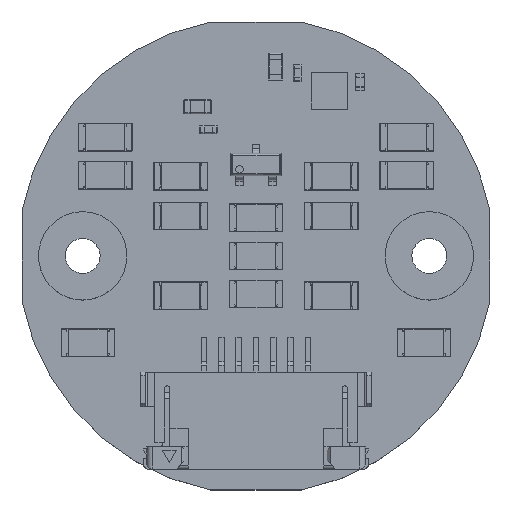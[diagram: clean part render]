
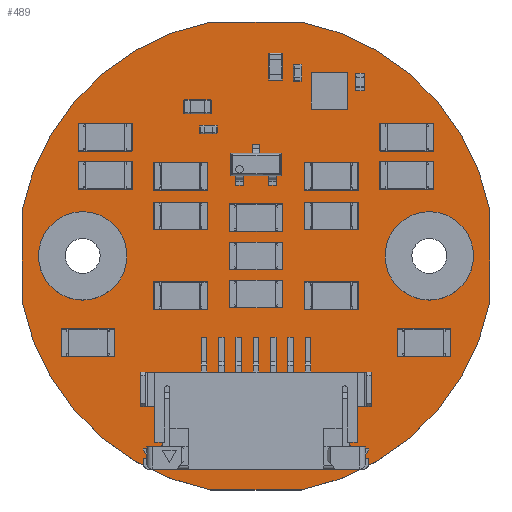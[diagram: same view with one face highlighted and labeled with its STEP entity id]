
A CAD part, top view. The second image highlights one B-rep face of the part: STEP entity #489.
In plain terms, the highlighted planar face has unit normal (0, 0, 1).
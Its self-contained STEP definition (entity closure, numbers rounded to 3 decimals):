
#152 = VERTEX_POINT('',#153);
#153 = CARTESIAN_POINT('',(-13.5,-2.61,1.696));
#159 = EDGE_CURVE('',#152,#160,#162,.T.);
#160 = VERTEX_POINT('',#161);
#161 = CARTESIAN_POINT('',(-2.61,-13.5,1.696));
#162 = CIRCLE('',#163,13.748);
#163 = AXIS2_PLACEMENT_3D('',#164,#165,#166);
#164 = CARTESIAN_POINT('',(-0.002,-0.002,
    1.696));
#165 = DIRECTION('',(0.,0.,1.));
#166 = DIRECTION('',(-0.982,-0.19,0.));
#192 = EDGE_CURVE('',#160,#193,#195,.T.);
#193 = VERTEX_POINT('',#194);
#194 = CARTESIAN_POINT('',(2.61,-13.5,1.696));
#195 = LINE('',#196,#197);
#196 = CARTESIAN_POINT('',(-2.61,-13.5,1.696));
#197 = VECTOR('',#198,1.);
#198 = DIRECTION('',(1.,0.,0.));
#223 = EDGE_CURVE('',#193,#224,#226,.T.);
#224 = VERTEX_POINT('',#225);
#225 = CARTESIAN_POINT('',(13.5,-2.61,1.696));
#226 = CIRCLE('',#227,13.748);
#227 = AXIS2_PLACEMENT_3D('',#228,#229,#230);
#228 = CARTESIAN_POINT('',(0.002,-0.002,
    1.696));
#229 = DIRECTION('',(0.,0.,1.));
#230 = DIRECTION('',(0.19,-0.982,0.));
#256 = EDGE_CURVE('',#224,#257,#259,.T.);
#257 = VERTEX_POINT('',#258);
#258 = CARTESIAN_POINT('',(13.5,2.61,1.696));
#259 = LINE('',#260,#261);
#260 = CARTESIAN_POINT('',(13.5,-2.61,1.696));
#261 = VECTOR('',#262,1.);
#262 = DIRECTION('',(0.,1.,0.));
#287 = EDGE_CURVE('',#257,#288,#290,.T.);
#288 = VERTEX_POINT('',#289);
#289 = CARTESIAN_POINT('',(2.61,13.5,1.696));
#290 = CIRCLE('',#291,13.748);
#291 = AXIS2_PLACEMENT_3D('',#292,#293,#294);
#292 = CARTESIAN_POINT('',(0.002,0.002,
    1.696));
#293 = DIRECTION('',(0.,0.,1.));
#294 = DIRECTION('',(0.982,0.19,-0.));
#320 = EDGE_CURVE('',#288,#321,#323,.T.);
#321 = VERTEX_POINT('',#322);
#322 = CARTESIAN_POINT('',(-2.61,13.5,1.696));
#323 = LINE('',#324,#325);
#324 = CARTESIAN_POINT('',(2.61,13.5,1.696));
#325 = VECTOR('',#326,1.);
#326 = DIRECTION('',(-1.,0.,0.));
#351 = EDGE_CURVE('',#321,#352,#354,.T.);
#352 = VERTEX_POINT('',#353);
#353 = CARTESIAN_POINT('',(-13.5,2.61,1.696));
#354 = CIRCLE('',#355,13.748);
#355 = AXIS2_PLACEMENT_3D('',#356,#357,#358);
#356 = CARTESIAN_POINT('',(-0.002,0.002,
    1.696));
#357 = DIRECTION('',(0.,0.,1.));
#358 = DIRECTION('',(-0.19,0.982,0.));
#384 = EDGE_CURVE('',#352,#152,#385,.T.);
#385 = LINE('',#386,#387);
#386 = CARTESIAN_POINT('',(-13.5,2.61,1.696));
#387 = VECTOR('',#388,1.);
#388 = DIRECTION('',(0.,-1.,0.));
#408 = VERTEX_POINT('',#409);
#409 = CARTESIAN_POINT('',(-8.15,0.,1.696));
#415 = EDGE_CURVE('',#408,#408,#416,.T.);
#416 = CIRCLE('',#417,1.85);
#417 = AXIS2_PLACEMENT_3D('',#418,#419,#420);
#418 = CARTESIAN_POINT('',(-10.,0.,1.696));
#419 = DIRECTION('',(0.,0.,1.));
#420 = DIRECTION('',(1.,0.,-0.));
#441 = VERTEX_POINT('',#442);
#442 = CARTESIAN_POINT('',(11.85,0.,1.696));
#448 = EDGE_CURVE('',#441,#441,#449,.T.);
#449 = CIRCLE('',#450,1.85);
#450 = AXIS2_PLACEMENT_3D('',#451,#452,#453);
#451 = CARTESIAN_POINT('',(10.,0.,1.696));
#452 = DIRECTION('',(0.,0.,1.));
#453 = DIRECTION('',(1.,0.,-0.));
#489 = ADVANCED_FACE('',(#490,#500,#503),#506,.T.);
#490 = FACE_BOUND('',#491,.T.);
#491 = EDGE_LOOP('',(#492,#493,#494,#495,#496,#497,#498,#499));
#492 = ORIENTED_EDGE('',*,*,#159,.T.);
#493 = ORIENTED_EDGE('',*,*,#192,.T.);
#494 = ORIENTED_EDGE('',*,*,#223,.T.);
#495 = ORIENTED_EDGE('',*,*,#256,.T.);
#496 = ORIENTED_EDGE('',*,*,#287,.T.);
#497 = ORIENTED_EDGE('',*,*,#320,.T.);
#498 = ORIENTED_EDGE('',*,*,#351,.T.);
#499 = ORIENTED_EDGE('',*,*,#384,.T.);
#500 = FACE_BOUND('',#501,.T.);
#501 = EDGE_LOOP('',(#502));
#502 = ORIENTED_EDGE('',*,*,#415,.F.);
#503 = FACE_BOUND('',#504,.T.);
#504 = EDGE_LOOP('',(#505));
#505 = ORIENTED_EDGE('',*,*,#448,.F.);
#506 = PLANE('',#507);
#507 = AXIS2_PLACEMENT_3D('',#508,#509,#510);
#508 = CARTESIAN_POINT('',(0.,0.,
    1.696));
#509 = DIRECTION('',(0.,0.,1.));
#510 = DIRECTION('',(1.,0.,-0.));
